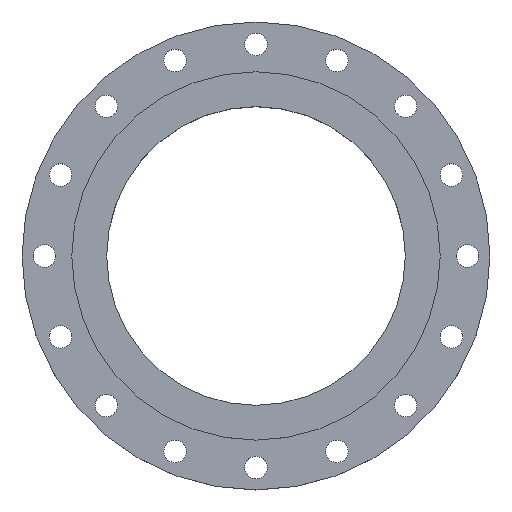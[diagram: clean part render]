
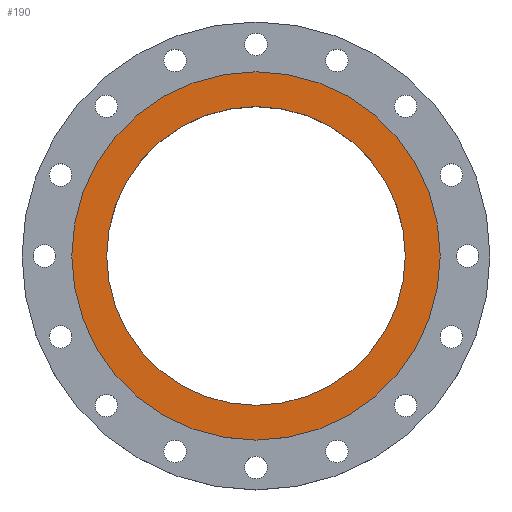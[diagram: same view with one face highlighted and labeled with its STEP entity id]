
A CAD part, top view. The second image highlights one B-rep face of the part: STEP entity #190.
In plain terms, the highlighted planar face has unit normal (0, 0, 1).
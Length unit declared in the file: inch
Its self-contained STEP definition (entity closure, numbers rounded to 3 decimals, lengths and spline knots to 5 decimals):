
#66 = AXIS2_PLACEMENT_3D ( 'NONE', #153, #477, #342 ) ;
#132 = DIRECTION ( 'NONE',  ( 1., 0., 0. ) ) ;
#135 = DIRECTION ( 'NONE',  ( 1., 0., 0. ) ) ;
#153 = CARTESIAN_POINT ( 'NONE',  ( 0., 7.5, 0. ) ) ;
#190 = ADVANCED_FACE ( 'NONE', ( #1490, #287 ), #846, .F. ) ;
#287 = FACE_OUTER_BOUND ( 'NONE', #1316, .T. ) ;
#322 = CIRCLE ( 'NONE', #1248, 9.25 ) ;
#342 = DIRECTION ( 'NONE',  ( -1., 0., 0. ) ) ;
#375 = CARTESIAN_POINT ( 'NONE',  ( 0., 0., 0. ) ) ;
#398 = AXIS2_PLACEMENT_3D ( 'NONE', #829, #1359, #135 ) ;
#408 = DIRECTION ( 'NONE',  ( 0., 0., 1. ) ) ;
#424 = AXIS2_PLACEMENT_3D ( 'NONE', #375, #623, #1163 ) ;
#477 = DIRECTION ( 'NONE',  ( 0., 0., -1. ) ) ;
#532 = VERTEX_POINT ( 'NONE', #1161 ) ;
#550 = CARTESIAN_POINT ( 'NONE',  ( -9.25, 0., 0. ) ) ;
#614 = VERTEX_POINT ( 'NONE', #673 ) ;
#623 = DIRECTION ( 'NONE',  ( 0., 0., 1. ) ) ;
#624 = EDGE_CURVE ( 'NONE', #614, #775, #322, .T. ) ;
#673 = CARTESIAN_POINT ( 'NONE',  ( 9.25, 0., 0. ) ) ;
#697 = CIRCLE ( 'NONE', #398, 7.5 ) ;
#775 = VERTEX_POINT ( 'NONE', #550 ) ;
#790 = ORIENTED_EDGE ( 'NONE', *, *, #1520, .F. ) ;
#828 = EDGE_LOOP ( 'NONE', ( #790, #1531 ) ) ;
#829 = CARTESIAN_POINT ( 'NONE',  ( 0., 0., 0. ) ) ;
#846 = PLANE ( 'NONE',  #66 ) ;
#881 = VERTEX_POINT ( 'NONE', #1264 ) ;
#937 = ORIENTED_EDGE ( 'NONE', *, *, #1242, .T. ) ;
#1079 = ORIENTED_EDGE ( 'NONE', *, *, #624, .T. ) ;
#1112 = EDGE_CURVE ( 'NONE', #532, #881, #1142, .T. ) ;
#1115 = DIRECTION ( 'NONE',  ( 0., 0., 1. ) ) ;
#1142 = CIRCLE ( 'NONE', #424, 7.5 ) ;
#1161 = CARTESIAN_POINT ( 'NONE',  ( -7.5, 0., 0. ) ) ;
#1163 = DIRECTION ( 'NONE',  ( 1., 0., 0. ) ) ;
#1218 = CARTESIAN_POINT ( 'NONE',  ( 0., 0., 0. ) ) ;
#1242 = EDGE_CURVE ( 'NONE', #775, #614, #1684, .T. ) ;
#1248 = AXIS2_PLACEMENT_3D ( 'NONE', #1218, #408, #132 ) ;
#1264 = CARTESIAN_POINT ( 'NONE',  ( 7.5, 0., 0. ) ) ;
#1316 = EDGE_LOOP ( 'NONE', ( #1079, #937 ) ) ;
#1359 = DIRECTION ( 'NONE',  ( 0., 0., 1. ) ) ;
#1476 = CARTESIAN_POINT ( 'NONE',  ( 0., 0., 0. ) ) ;
#1490 = FACE_BOUND ( 'NONE', #828, .T. ) ;
#1495 = DIRECTION ( 'NONE',  ( 1., 0., 0. ) ) ;
#1520 = EDGE_CURVE ( 'NONE', #881, #532, #697, .T. ) ;
#1531 = ORIENTED_EDGE ( 'NONE', *, *, #1112, .F. ) ;
#1602 = AXIS2_PLACEMENT_3D ( 'NONE', #1476, #1115, #1495 ) ;
#1684 = CIRCLE ( 'NONE', #1602, 9.25 ) ;
